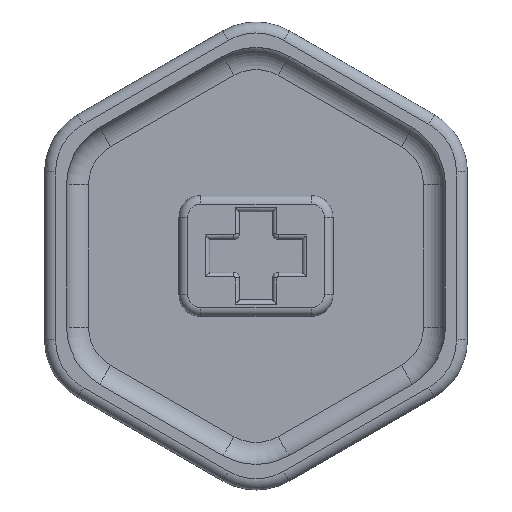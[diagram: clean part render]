
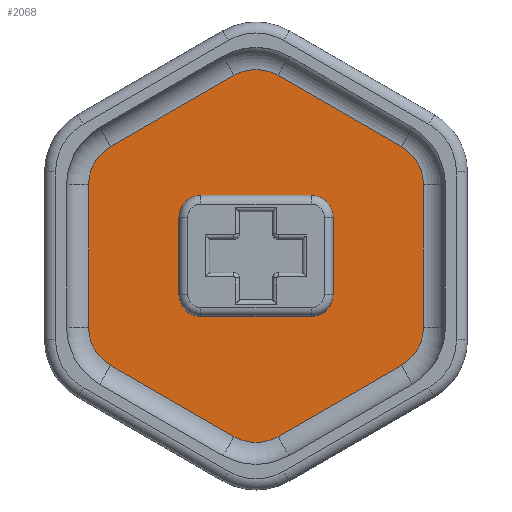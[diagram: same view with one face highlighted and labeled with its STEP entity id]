
A CAD part, top view. The second image highlights one B-rep face of the part: STEP entity #2068.
In plain terms, the highlighted planar face has unit normal (0, 0, 1).
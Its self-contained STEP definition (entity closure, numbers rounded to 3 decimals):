
#33=FACE_BOUND('',#394,.T.);
#56=CIRCLE('',#2192,2.);
#60=CIRCLE('',#2198,2.);
#64=CIRCLE('',#2204,2.);
#68=CIRCLE('',#2210,2.);
#72=CIRCLE('',#2216,2.);
#75=CIRCLE('',#2221,2.);
#80=CIRCLE('',#2233,1.);
#81=CIRCLE('',#2234,1.);
#82=CIRCLE('',#2235,1.);
#83=CIRCLE('',#2236,1.);
#263=FACE_OUTER_BOUND('',#393,.T.);
#393=EDGE_LOOP('',(#1512,#1513,#1514,#1515,#1516,#1517,#1518,#1519,#1520,
#1521,#1522,#1523));
#394=EDGE_LOOP('',(#1524,#1525,#1526,#1527,#1528,#1529,#1530,#1531));
#527=LINE('',#3259,#711);
#528=LINE('',#3270,#712);
#530=LINE('',#3282,#714);
#532=LINE('',#3294,#716);
#534=LINE('',#3306,#718);
#536=LINE('',#3318,#720);
#548=LINE('',#3352,#732);
#549=LINE('',#3356,#733);
#550=LINE('',#3360,#734);
#551=LINE('',#3364,#735);
#711=VECTOR('',#2473,10.);
#712=VECTOR('',#2486,10.);
#714=VECTOR('',#2500,10.);
#716=VECTOR('',#2514,10.);
#718=VECTOR('',#2528,10.);
#720=VECTOR('',#2542,10.);
#732=VECTOR('',#2580,10.);
#733=VECTOR('',#2583,10.);
#734=VECTOR('',#2586,10.);
#735=VECTOR('',#2589,10.);
#892=VERTEX_POINT('',#3252);
#895=VERTEX_POINT('',#3257);
#897=VERTEX_POINT('',#3262);
#899=VERTEX_POINT('',#3268);
#901=VERTEX_POINT('',#3274);
#903=VERTEX_POINT('',#3280);
#905=VERTEX_POINT('',#3286);
#907=VERTEX_POINT('',#3292);
#909=VERTEX_POINT('',#3298);
#911=VERTEX_POINT('',#3304);
#913=VERTEX_POINT('',#3310);
#915=VERTEX_POINT('',#3316);
#923=VERTEX_POINT('',#3350);
#924=VERTEX_POINT('',#3351);
#925=VERTEX_POINT('',#3353);
#926=VERTEX_POINT('',#3355);
#927=VERTEX_POINT('',#3357);
#928=VERTEX_POINT('',#3359);
#929=VERTEX_POINT('',#3361);
#930=VERTEX_POINT('',#3363);
#1099=EDGE_CURVE('',#895,#892,#527,.T.);
#1101=EDGE_CURVE('',#897,#895,#56,.T.);
#1104=EDGE_CURVE('',#899,#897,#528,.T.);
#1107=EDGE_CURVE('',#901,#899,#60,.T.);
#1110=EDGE_CURVE('',#903,#901,#530,.T.);
#1113=EDGE_CURVE('',#905,#903,#64,.T.);
#1116=EDGE_CURVE('',#907,#905,#532,.T.);
#1119=EDGE_CURVE('',#909,#907,#68,.T.);
#1122=EDGE_CURVE('',#911,#909,#534,.T.);
#1125=EDGE_CURVE('',#913,#911,#72,.T.);
#1128=EDGE_CURVE('',#915,#913,#536,.T.);
#1130=EDGE_CURVE('',#892,#915,#75,.T.);
#1145=EDGE_CURVE('',#923,#924,#548,.T.);
#1146=EDGE_CURVE('',#925,#924,#80,.F.);
#1147=EDGE_CURVE('',#925,#926,#549,.T.);
#1148=EDGE_CURVE('',#927,#926,#81,.F.);
#1149=EDGE_CURVE('',#927,#928,#550,.T.);
#1150=EDGE_CURVE('',#929,#928,#82,.F.);
#1151=EDGE_CURVE('',#929,#930,#551,.T.);
#1152=EDGE_CURVE('',#923,#930,#83,.F.);
#1512=ORIENTED_EDGE('',*,*,#1099,.F.);
#1513=ORIENTED_EDGE('',*,*,#1101,.F.);
#1514=ORIENTED_EDGE('',*,*,#1104,.F.);
#1515=ORIENTED_EDGE('',*,*,#1107,.F.);
#1516=ORIENTED_EDGE('',*,*,#1110,.F.);
#1517=ORIENTED_EDGE('',*,*,#1113,.F.);
#1518=ORIENTED_EDGE('',*,*,#1116,.F.);
#1519=ORIENTED_EDGE('',*,*,#1119,.F.);
#1520=ORIENTED_EDGE('',*,*,#1122,.F.);
#1521=ORIENTED_EDGE('',*,*,#1125,.F.);
#1522=ORIENTED_EDGE('',*,*,#1128,.F.);
#1523=ORIENTED_EDGE('',*,*,#1130,.F.);
#1524=ORIENTED_EDGE('',*,*,#1145,.T.);
#1525=ORIENTED_EDGE('',*,*,#1146,.F.);
#1526=ORIENTED_EDGE('',*,*,#1147,.T.);
#1527=ORIENTED_EDGE('',*,*,#1148,.F.);
#1528=ORIENTED_EDGE('',*,*,#1149,.T.);
#1529=ORIENTED_EDGE('',*,*,#1150,.F.);
#1530=ORIENTED_EDGE('',*,*,#1151,.T.);
#1531=ORIENTED_EDGE('',*,*,#1152,.F.);
#1997=PLANE('',#2232);
#2068=ADVANCED_FACE('',(#263,#33),#1997,.F.);
#2192=AXIS2_PLACEMENT_3D('',#3264,#2478,#2479);
#2198=AXIS2_PLACEMENT_3D('',#3276,#2492,#2493);
#2204=AXIS2_PLACEMENT_3D('',#3288,#2506,#2507);
#2210=AXIS2_PLACEMENT_3D('',#3300,#2520,#2521);
#2216=AXIS2_PLACEMENT_3D('',#3312,#2534,#2535);
#2221=AXIS2_PLACEMENT_3D('',#3321,#2546,#2547);
#2232=AXIS2_PLACEMENT_3D('',#3349,#2578,#2579);
#2233=AXIS2_PLACEMENT_3D('',#3354,#2581,#2582);
#2234=AXIS2_PLACEMENT_3D('',#3358,#2584,#2585);
#2235=AXIS2_PLACEMENT_3D('',#3362,#2587,#2588);
#2236=AXIS2_PLACEMENT_3D('',#3365,#2590,#2591);
#2473=DIRECTION('',(0.866,0.5,0.));
#2478=DIRECTION('center_axis',(0.,0.,-1.));
#2479=DIRECTION('ref_axis',(-0.866,0.5,0.));
#2486=DIRECTION('',(0.,1.,0.));
#2492=DIRECTION('center_axis',(0.,0.,-1.));
#2493=DIRECTION('ref_axis',(-0.866,-0.5,0.));
#2500=DIRECTION('',(-0.866,0.5,0.));
#2506=DIRECTION('center_axis',(0.,0.,-1.));
#2507=DIRECTION('ref_axis',(0.,-1.,0.));
#2514=DIRECTION('',(-0.866,-0.5,0.));
#2520=DIRECTION('center_axis',(0.,0.,-1.));
#2521=DIRECTION('ref_axis',(0.866,-0.5,0.));
#2528=DIRECTION('',(0.,-1.,0.));
#2534=DIRECTION('center_axis',(0.,0.,-1.));
#2535=DIRECTION('ref_axis',(0.866,0.5,0.));
#2542=DIRECTION('',(0.866,-0.5,0.));
#2546=DIRECTION('center_axis',(0.,0.,-1.));
#2547=DIRECTION('ref_axis',(0.,1.,0.));
#2578=DIRECTION('center_axis',(0.,0.,-1.));
#2579=DIRECTION('ref_axis',(1.,0.,0.));
#2580=DIRECTION('',(1.,0.,0.));
#2581=DIRECTION('center_axis',(0.,0.,-1.));
#2582=DIRECTION('ref_axis',(0.707,0.707,0.));
#2583=DIRECTION('',(0.,-1.,0.));
#2584=DIRECTION('center_axis',(0.,0.,-1.));
#2585=DIRECTION('ref_axis',(0.707,-0.707,0.));
#2586=DIRECTION('',(-1.,0.,0.));
#2587=DIRECTION('center_axis',(0.,0.,-1.));
#2588=DIRECTION('ref_axis',(-0.707,-0.707,0.));
#2589=DIRECTION('',(0.,1.,0.));
#2590=DIRECTION('center_axis',(0.,0.,-1.));
#2591=DIRECTION('ref_axis',(-0.707,0.707,0.));
#3252=CARTESIAN_POINT('',(101.5,14.456,2.));
#3257=CARTESIAN_POINT('',(95.9,11.223,2.));
#3259=CARTESIAN_POINT('',(96.45,11.541,2.));
#3262=CARTESIAN_POINT('',(94.9,9.491,2.));
#3264=CARTESIAN_POINT('Origin',(96.9,9.491,2.));
#3268=CARTESIAN_POINT('',(94.9,3.025,2.));
#3270=CARTESIAN_POINT('',(94.9,3.66,2.));
#3274=CARTESIAN_POINT('',(95.9,1.293,2.));
#3276=CARTESIAN_POINT('Origin',(96.9,3.025,2.));
#3280=CARTESIAN_POINT('',(101.5,-1.94,2.));
#3282=CARTESIAN_POINT('',(100.95,-1.623,2.));
#3286=CARTESIAN_POINT('',(103.5,-1.94,2.));
#3288=CARTESIAN_POINT('Origin',(102.5,-0.208,2.));
#3292=CARTESIAN_POINT('',(109.1,1.293,2.));
#3294=CARTESIAN_POINT('',(108.55,0.975,2.));
#3298=CARTESIAN_POINT('',(110.1,3.025,2.));
#3300=CARTESIAN_POINT('Origin',(108.1,3.025,2.));
#3304=CARTESIAN_POINT('',(110.1,9.491,2.));
#3306=CARTESIAN_POINT('',(110.1,8.856,2.));
#3310=CARTESIAN_POINT('',(109.1,11.223,2.));
#3312=CARTESIAN_POINT('Origin',(108.1,9.491,2.));
#3316=CARTESIAN_POINT('',(103.5,14.456,2.));
#3318=CARTESIAN_POINT('',(104.05,14.139,2.));
#3321=CARTESIAN_POINT('Origin',(102.5,12.724,2.));
#3349=CARTESIAN_POINT('Origin',(102.5,6.258,2.));
#3350=CARTESIAN_POINT('',(100.,9.008,2.));
#3351=CARTESIAN_POINT('',(105.,9.008,2.));
#3352=CARTESIAN_POINT('',(104.25,9.008,2.));
#3353=CARTESIAN_POINT('',(106.,8.008,2.));
#3354=CARTESIAN_POINT('Origin',(105.,8.008,2.));
#3355=CARTESIAN_POINT('',(106.,4.508,2.));
#3356=CARTESIAN_POINT('',(106.,4.883,2.));
#3357=CARTESIAN_POINT('',(105.,3.508,2.));
#3358=CARTESIAN_POINT('Origin',(105.,4.508,2.));
#3359=CARTESIAN_POINT('',(100.,3.508,2.));
#3360=CARTESIAN_POINT('',(100.75,3.508,2.));
#3361=CARTESIAN_POINT('',(99.,4.508,2.));
#3362=CARTESIAN_POINT('Origin',(100.,4.508,2.));
#3363=CARTESIAN_POINT('',(99.,8.008,2.));
#3364=CARTESIAN_POINT('',(99.,7.633,2.));
#3365=CARTESIAN_POINT('Origin',(100.,8.008,2.));
